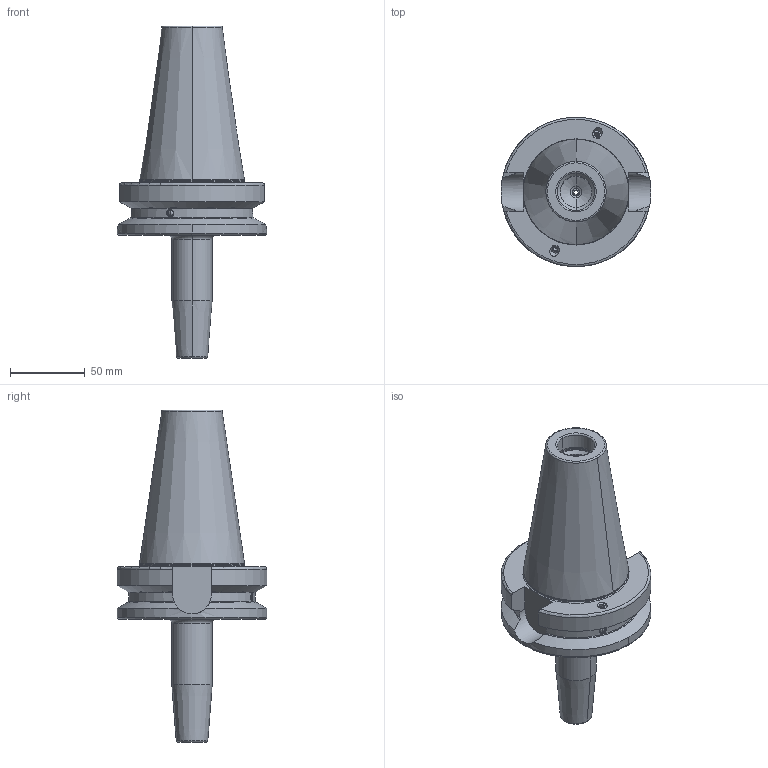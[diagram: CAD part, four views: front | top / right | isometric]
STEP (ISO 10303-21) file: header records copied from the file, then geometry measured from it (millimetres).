
FILE_DESCRIPTION((''),'2;1');
FILE_NAME('506_71_08_1','2020-09-24T',('101107'),(''),'CREO PARAMETRIC BY PTC INC, 2016260','CREO PARAMETRIC BY PTC INC, 2016260','');
FILE_SCHEMA(('CONFIG_CONTROL_DESIGN'));
Length unit declared in the file: millimetre
Products named in the file (1): 506_71_08_1
Bounding box: 100 x 100 x 221.8 mm (x, y, z)
Volume: 481858 mm3; surface area: 63415.3 mm2
Topology: 1 solids, 5 shells, 246 faces, 546 edges, 308 vertices
Faces by surface type: cone 104, cylinder 64, plane 46, torus 24, sphere 8
Entity records: 7206 total; most frequent: CARTESIAN_POINT 1799, DIRECTION 1196, ORIENTED_EDGE 1060, EDGE_CURVE 530, AXIS2_PLACEMENT_3D 491, VERTEX_POINT 308, EDGE_LOOP 266, FACE_OUTER_BOUND 246
